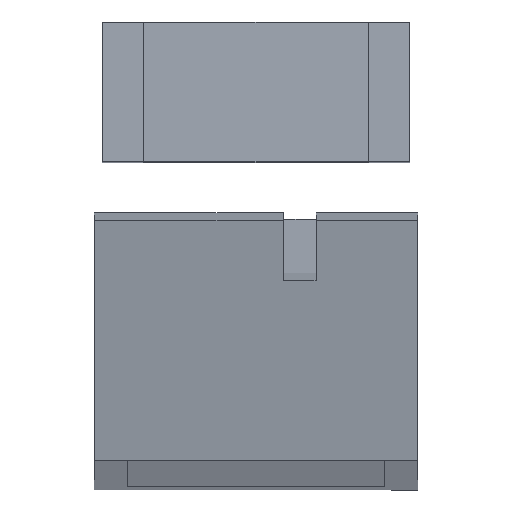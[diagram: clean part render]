
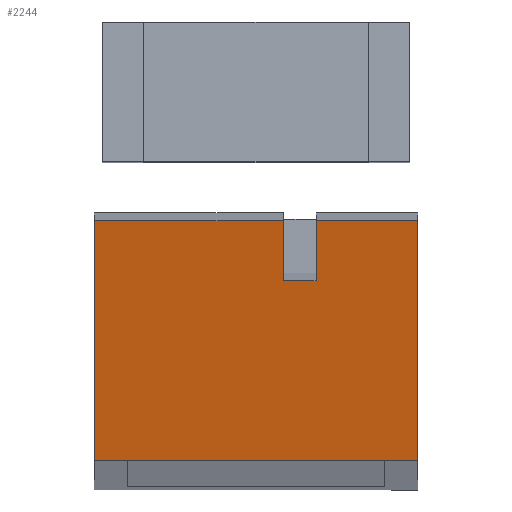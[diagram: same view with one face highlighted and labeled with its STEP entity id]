
A CAD part, top view. The second image highlights one B-rep face of the part: STEP entity #2244.
In plain terms, the highlighted face is planar.
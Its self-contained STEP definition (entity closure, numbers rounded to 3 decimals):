
#8 = DIRECTION ( 'NONE',  ( 0., 0., -1. ) ) ;
#13 = DIRECTION ( 'NONE',  ( 0., 0., 1. ) ) ;
#107 = LINE ( 'NONE', #3167, #3285 ) ;
#175 = VERTEX_POINT ( 'NONE', #2871 ) ;
#286 = VECTOR ( 'NONE', #3308, 1000. ) ;
#429 = CARTESIAN_POINT ( 'NONE',  ( 12.5, 9.5, -28. ) ) ;
#443 = CARTESIAN_POINT ( 'NONE',  ( 12.5, 9.5, -28. ) ) ;
#487 = VECTOR ( 'NONE', #2208, 1000. ) ;
#491 = LINE ( 'NONE', #2605, #3076 ) ;
#751 = EDGE_CURVE ( 'NONE', #2635, #1713, #2255, .T. ) ;
#878 = CARTESIAN_POINT ( 'NONE',  ( 74., 9.5, 56. ) ) ;
#905 = VERTEX_POINT ( 'NONE', #1582 ) ;
#913 = AXIS2_PLACEMENT_3D ( 'NONE', #2481, #1114, #2972 ) ;
#915 = ORIENTED_EDGE ( 'NONE', *, *, #2206, .F. ) ;
#927 = DIRECTION ( 'NONE',  ( 0., 0., 1. ) ) ;
#1114 = DIRECTION ( 'NONE',  ( 0., -1., 0. ) ) ;
#1138 = CARTESIAN_POINT ( 'NONE',  ( -74., 9.5, -56. ) ) ;
#1158 = LINE ( 'NONE', #1997, #3103 ) ;
#1165 = LINE ( 'NONE', #878, #487 ) ;
#1344 = CARTESIAN_POINT ( 'NONE',  ( 74., 9.5, 56. ) ) ;
#1348 = EDGE_CURVE ( 'NONE', #2264, #175, #3402, .T. ) ;
#1442 = ORIENTED_EDGE ( 'NONE', *, *, #1348, .T. ) ;
#1481 = EDGE_CURVE ( 'NONE', #2136, #3310, #1165, .T. ) ;
#1582 = CARTESIAN_POINT ( 'NONE',  ( 12.5, 9.5, -56. ) ) ;
#1600 = PLANE ( 'NONE',  #913 ) ;
#1651 = ORIENTED_EDGE ( 'NONE', *, *, #2480, .T. ) ;
#1713 = VERTEX_POINT ( 'NONE', #2240 ) ;
#1844 = ORIENTED_EDGE ( 'NONE', *, *, #1481, .T. ) ;
#1845 = CARTESIAN_POINT ( 'NONE',  ( 27.5, 9.5, -56. ) ) ;
#1855 = VERTEX_POINT ( 'NONE', #2024 ) ;
#1934 = ORIENTED_EDGE ( 'NONE', *, *, #3034, .T. ) ;
#1997 = CARTESIAN_POINT ( 'NONE',  ( 12.5, 9.5, -56. ) ) ;
#2024 = CARTESIAN_POINT ( 'NONE',  ( 27.5, 9.5, -56. ) ) ;
#2101 = ORIENTED_EDGE ( 'NONE', *, *, #3320, .F. ) ;
#2120 = CARTESIAN_POINT ( 'NONE',  ( -74., 9.5, 56. ) ) ;
#2136 = VERTEX_POINT ( 'NONE', #1344 ) ;
#2151 = ORIENTED_EDGE ( 'NONE', *, *, #751, .F. ) ;
#2205 = VECTOR ( 'NONE', #13, 1000. ) ;
#2206 = EDGE_CURVE ( 'NONE', #1713, #1855, #3208, .T. ) ;
#2208 = DIRECTION ( 'NONE',  ( 0., 0., -1. ) ) ;
#2240 = CARTESIAN_POINT ( 'NONE',  ( 27.5, 9.5, -28. ) ) ;
#2244 = ADVANCED_FACE ( 'NONE', ( #2829 ), #1600, .F. ) ;
#2246 = LINE ( 'NONE', #2281, #286 ) ;
#2255 = LINE ( 'NONE', #443, #2334 ) ;
#2264 = VERTEX_POINT ( 'NONE', #1138 ) ;
#2281 = CARTESIAN_POINT ( 'NONE',  ( -74., 9.5, -56. ) ) ;
#2334 = VECTOR ( 'NONE', #2847, 1000. ) ;
#2380 = DIRECTION ( 'NONE',  ( -1., 0., 0. ) ) ;
#2392 = DIRECTION ( 'NONE',  ( 1., 0., 0. ) ) ;
#2480 = EDGE_CURVE ( 'NONE', #3310, #1855, #2246, .T. ) ;
#2481 = CARTESIAN_POINT ( 'NONE',  ( 74., 9.5, -56. ) ) ;
#2504 = VECTOR ( 'NONE', #8, 1000. ) ;
#2515 = CARTESIAN_POINT ( 'NONE',  ( 74., 9.5, -56. ) ) ;
#2557 = EDGE_LOOP ( 'NONE', ( #2151, #2101, #3191, #1442, #1934, #1844, #1651, #915 ) ) ;
#2605 = CARTESIAN_POINT ( 'NONE',  ( -74., 9.5, 56. ) ) ;
#2635 = VERTEX_POINT ( 'NONE', #429 ) ;
#2829 = FACE_OUTER_BOUND ( 'NONE', #2557, .T. ) ;
#2847 = DIRECTION ( 'NONE',  ( 1., 0., 0. ) ) ;
#2871 = CARTESIAN_POINT ( 'NONE',  ( -74., 9.5, 56. ) ) ;
#2972 = DIRECTION ( 'NONE',  ( 0., 0., -1. ) ) ;
#3034 = EDGE_CURVE ( 'NONE', #175, #2136, #491, .T. ) ;
#3076 = VECTOR ( 'NONE', #2392, 1000. ) ;
#3103 = VECTOR ( 'NONE', #927, 1000. ) ;
#3155 = EDGE_CURVE ( 'NONE', #905, #2264, #107, .T. ) ;
#3167 = CARTESIAN_POINT ( 'NONE',  ( -74., 9.5, -56. ) ) ;
#3191 = ORIENTED_EDGE ( 'NONE', *, *, #3155, .T. ) ;
#3208 = LINE ( 'NONE', #1845, #2504 ) ;
#3285 = VECTOR ( 'NONE', #2380, 1000. ) ;
#3308 = DIRECTION ( 'NONE',  ( -1., 0., 0. ) ) ;
#3310 = VERTEX_POINT ( 'NONE', #2515 ) ;
#3320 = EDGE_CURVE ( 'NONE', #905, #2635, #1158, .T. ) ;
#3402 = LINE ( 'NONE', #2120, #2205 ) ;
